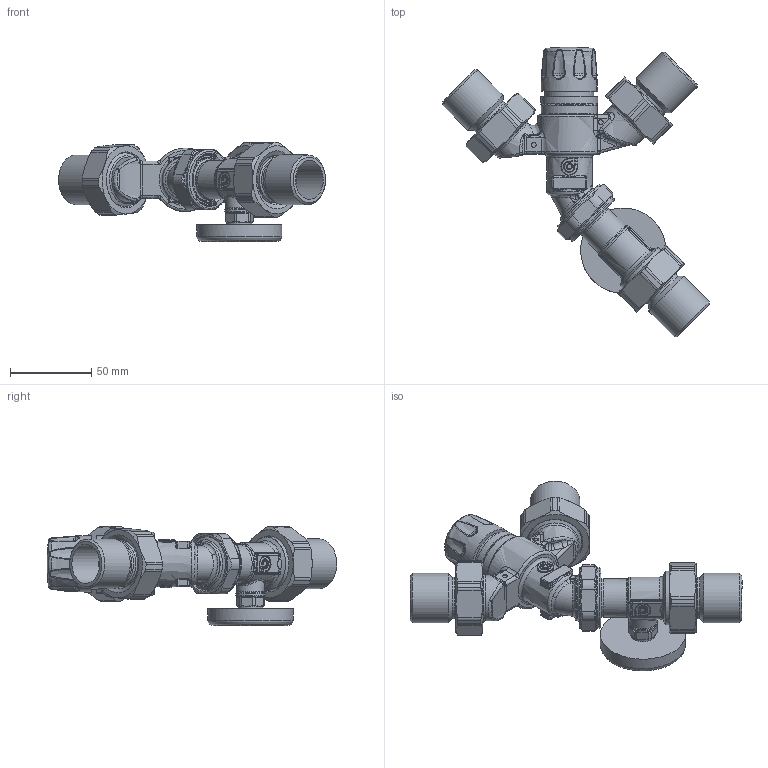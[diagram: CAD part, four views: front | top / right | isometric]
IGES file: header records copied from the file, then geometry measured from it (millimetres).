
Global section: file name: 520610A 001_Simplify_1; native system: Autodesk Inventor 2025; preprocessor: unknown; author: ischreiner; date: 20250801.144621; units: inch
Bounding box: 163.96 x 177.7 x 60.83 mm (x, y, z)
Volume: 256794.6 mm3; surface area: 76180.5 mm2
Topology: 9 solids, 9 shells, 1547 faces, 3662 edges, 2033 vertices
Faces by surface type: bspline 1547
